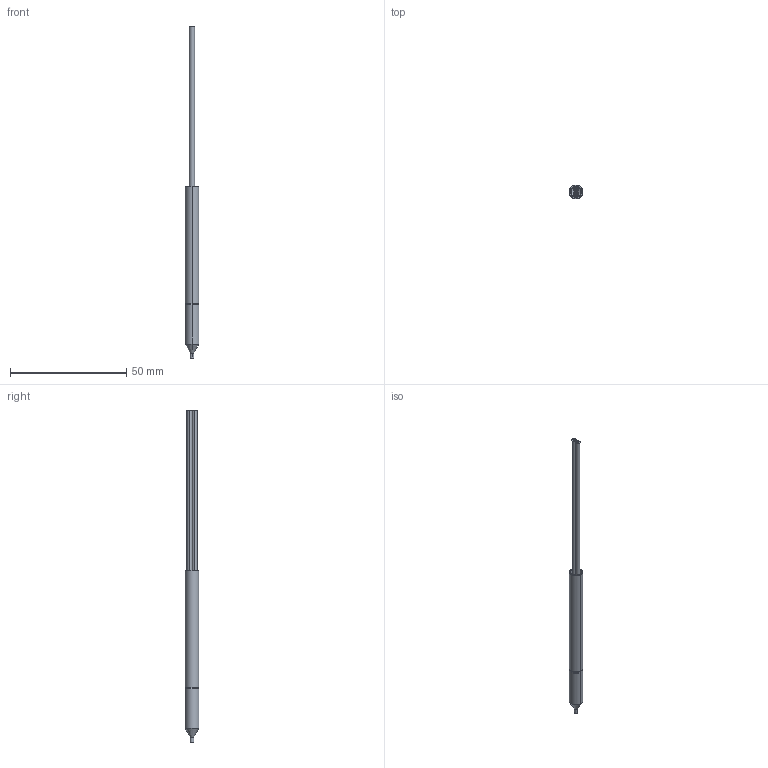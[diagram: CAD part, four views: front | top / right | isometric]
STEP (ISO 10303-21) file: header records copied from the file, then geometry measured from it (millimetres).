
FILE_DESCRIPTION((''),'2;1');
FILE_NAME('166403_ASM','2016-02-03T',('pdmadmin'),(''),'PRO/ENGINEER BY PARAMETRIC TECHNOLOGY CORPORATION, 2013230','PRO/ENGINEER BY PARAMETRIC TECHNOLOGY CORPORATION, 2013230','');
FILE_SCHEMA(('CONFIG_CONTROL_DESIGN'));
Length unit declared in the file: inch
Products named in the file (5): 39476_AF2; 39218_AF3; 39218_AF2; 39478_FEP_TEFLON_57_23__AF2; 166403_ASM
Assembly tree (4 placements, depth 2):
  166403_ASM
    39476_AF2
    39218_AF3
    39218_AF2
    39478_FEP_TEFLON_57_23__AF2
Bounding box: 5.99 x 5.99 x 143.04 mm (x, y, z)
Volume: 1532 mm3; surface area: 4605.8 mm2
Topology: 4 solids, 4 shells, 52 faces, 110 edges, 66 vertices
Faces by surface type: cylinder 30, plane 12, cone 10
Entity records: 1567 total; most frequent: CARTESIAN_POINT 297, DIRECTION 276, ORIENTED_EDGE 212, AXIS2_PLACEMENT_3D 117, EDGE_CURVE 106, VERTEX_POINT 66, EDGE_LOOP 60, CIRCLE 56
